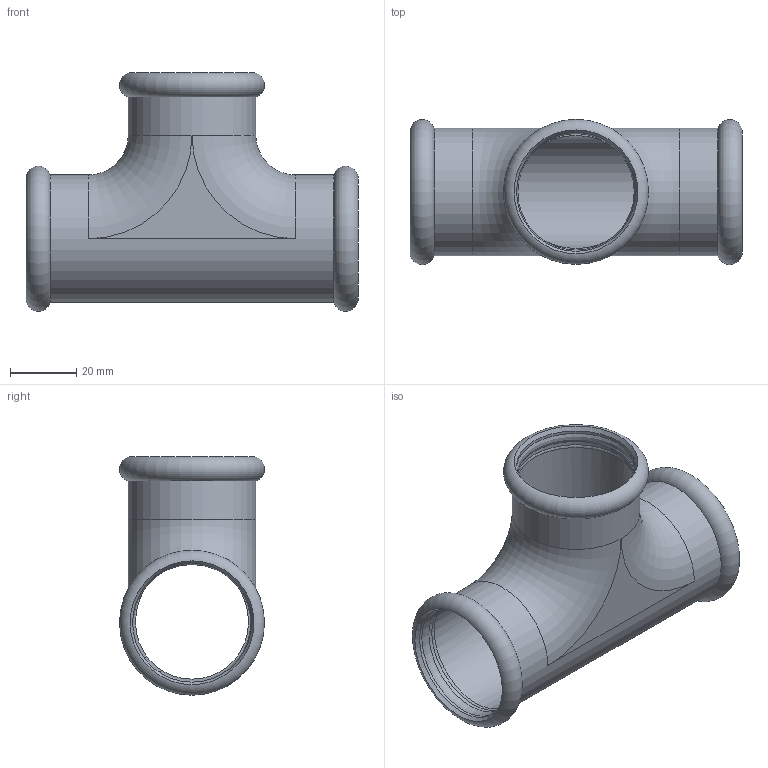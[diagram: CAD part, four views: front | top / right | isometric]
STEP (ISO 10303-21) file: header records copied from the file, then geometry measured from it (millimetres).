
FILE_DESCRIPTION(/* description */ ('TEE NORMALE STEEL DN35 IDROFORMATO'),/* implementation_level */ '2;1');
FILE_NAME(/* name */ '382035000_Steelpres.stp',/* time_stamp */ '2022-10-24T15:52:48+02:00',/* author */ ('Vault'),/* organization */ ('Raccorderie metalliche s.p.a. '),/* preprocessor_version */ 'ST-DEVELOPER v18.1',/* originating_system */ 'Autodesk Inventor 2020',/* authorisation */ 'Raccorderie metalliche s.p.a. ');
FILE_SCHEMA (('AUTOMOTIVE_DESIGN { 1 0 10303 214 3 1 1 }'));
Length unit declared in the file: millimetre
Products named in the file (1): 382035000I_Steelpres
Bounding box: 100 x 43.68 x 71.84 mm (x, y, z)
Volume: 31576.3 mm3; surface area: 30526.4 mm2
Topology: 1 solids, 1 shells, 36 faces, 121 edges, 83 vertices
Faces by surface type: torus 13, cylinder 12, plane 8, cone 3
Full cylindrical faces by diameter (mm): 35.4 x3, 35.8 x6, 38.4 x2
Entity records: 1550 total; most frequent: CARTESIAN_POINT 381, DIRECTION 267, ORIENTED_EDGE 242, EDGE_CURVE 121, AXIS2_PLACEMENT_3D 121, CIRCLE 84, VERTEX_POINT 83, FACE_OUTER_BOUND 36
